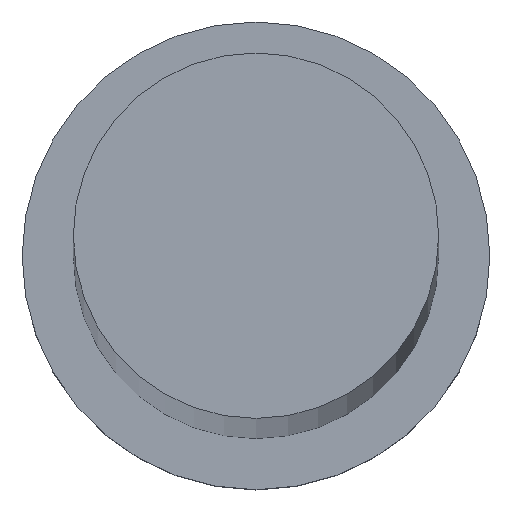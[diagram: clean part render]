
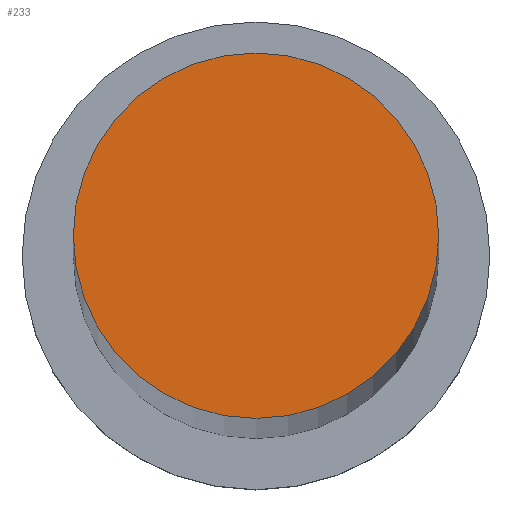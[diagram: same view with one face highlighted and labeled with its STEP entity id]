
A CAD part, top view. The second image highlights one B-rep face of the part: STEP entity #233.
In plain terms, the highlighted planar face has unit normal (0, 0, 1).
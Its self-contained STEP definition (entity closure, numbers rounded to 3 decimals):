
#2 = DIRECTION ( 'NONE',  ( 0., 0., 1. ) ) ;
#19 = DIRECTION ( 'NONE',  ( 1., 0., 0. ) ) ;
#45 = CARTESIAN_POINT ( 'NONE',  ( 0., 0., 800. ) ) ;
#57 = CARTESIAN_POINT ( 'NONE',  ( 12.5, 0., 800. ) ) ;
#60 = CIRCLE ( 'NONE', #61, 12.5 ) ;
#61 = AXIS2_PLACEMENT_3D ( 'NONE', #175, #2, #240 ) ;
#65 = DIRECTION ( 'NONE',  ( 1., 0., 0. ) ) ;
#68 = ORIENTED_EDGE ( 'NONE', *, *, #185, .T. ) ;
#70 = VERTEX_POINT ( 'NONE', #181 ) ;
#98 = EDGE_LOOP ( 'NONE', ( #134, #68 ) ) ;
#104 = CIRCLE ( 'NONE', #173, 12.5 ) ;
#105 = DIRECTION ( 'NONE',  ( 0., 0., 1. ) ) ;
#113 = CARTESIAN_POINT ( 'NONE',  ( 0., 0., 800. ) ) ;
#134 = ORIENTED_EDGE ( 'NONE', *, *, #180, .T. ) ;
#173 = AXIS2_PLACEMENT_3D ( 'NONE', #113, #193, #19 ) ;
#175 = CARTESIAN_POINT ( 'NONE',  ( 0., 0., 800. ) ) ;
#178 = VERTEX_POINT ( 'NONE', #57 ) ;
#180 = EDGE_CURVE ( 'NONE', #70, #178, #104, .T. ) ;
#181 = CARTESIAN_POINT ( 'NONE',  ( -12.5, 0., 800. ) ) ;
#185 = EDGE_CURVE ( 'NONE', #178, #70, #60, .T. ) ;
#193 = DIRECTION ( 'NONE',  ( 0., 0., 1. ) ) ;
#200 = FACE_OUTER_BOUND ( 'NONE', #98, .T. ) ;
#220 = PLANE ( 'NONE',  #253 ) ;
#233 = ADVANCED_FACE ( 'NONE', ( #200 ), #220, .T. ) ;
#240 = DIRECTION ( 'NONE',  ( 1., 0., 0. ) ) ;
#253 = AXIS2_PLACEMENT_3D ( 'NONE', #45, #105, #65 ) ;
